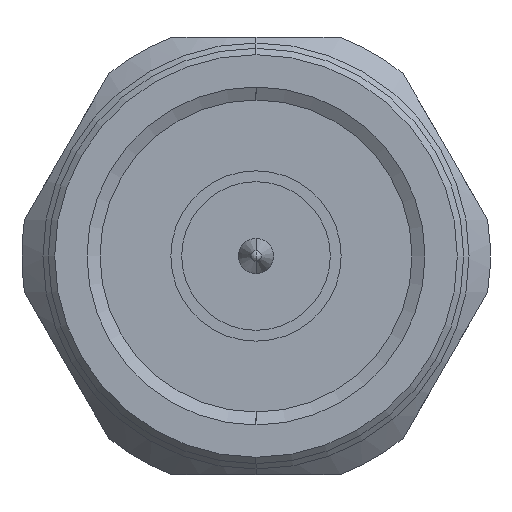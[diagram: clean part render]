
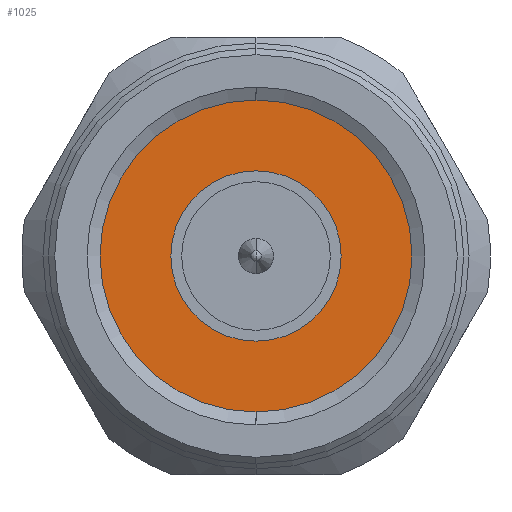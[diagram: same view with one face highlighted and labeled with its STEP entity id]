
A CAD part, left-side view. The second image highlights one B-rep face of the part: STEP entity #1025.
In plain terms, the highlighted planar face has unit normal (-1, 0, 0).
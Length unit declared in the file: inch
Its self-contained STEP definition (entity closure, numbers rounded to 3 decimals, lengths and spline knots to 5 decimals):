
#1 = AXIS2_PLACEMENT_3D ( 'NONE', #6850, #8902, #3814 ) ;
#496 = ORIENTED_EDGE ( 'NONE', *, *, #7601, .T. ) ;
#570 = AXIS2_PLACEMENT_3D ( 'NONE', #13370, #1049, #1822 ) ;
#749 = VERTEX_POINT ( 'NONE', #11629 ) ;
#1025 = ADVANCED_FACE ( 'NONE', ( #5657, #7733 ), #9816, .T. ) ;
#1049 = DIRECTION ( 'NONE',  ( 1., 0., 0. ) ) ;
#1283 = EDGE_CURVE ( 'NONE', #749, #9874, #6716, .T. ) ;
#1822 = DIRECTION ( 'NONE',  ( 0., 0., -1. ) ) ;
#2076 = EDGE_CURVE ( 'NONE', #2500, #10070, #7849, .T. ) ;
#2500 = VERTEX_POINT ( 'NONE', #3670 ) ;
#2604 = DIRECTION ( 'NONE',  ( -1., 0., 0. ) ) ;
#2839 = AXIS2_PLACEMENT_3D ( 'NONE', #6698, #2604, #10874 ) ;
#3670 = CARTESIAN_POINT ( 'NONE',  ( 0.41653, 0., -0.34395 ) ) ;
#3814 = DIRECTION ( 'NONE',  ( 0., 0., -1. ) ) ;
#4090 = EDGE_LOOP ( 'NONE', ( #496, #6036 ) ) ;
#4620 = EDGE_CURVE ( 'NONE', #10070, #2500, #7756, .T. ) ;
#4656 = ORIENTED_EDGE ( 'NONE', *, *, #4620, .F. ) ;
#5554 = CARTESIAN_POINT ( 'NONE',  ( 0.41653, 0., 0. ) ) ;
#5657 = FACE_BOUND ( 'NONE', #4090, .T. ) ;
#6036 = ORIENTED_EDGE ( 'NONE', *, *, #1283, .T. ) ;
#6353 = CARTESIAN_POINT ( 'NONE',  ( 0.41653, 0., -0.15748 ) ) ;
#6386 = CIRCLE ( 'NONE', #570, 0.15748 ) ;
#6698 = CARTESIAN_POINT ( 'NONE',  ( 0.41653, 0.34395, 0. ) ) ;
#6716 = CIRCLE ( 'NONE', #1, 0.15748 ) ;
#6850 = CARTESIAN_POINT ( 'NONE',  ( 0.41653, 0., 0. ) ) ;
#7407 = AXIS2_PLACEMENT_3D ( 'NONE', #5554, #7830, #8568 ) ;
#7601 = EDGE_CURVE ( 'NONE', #9874, #749, #6386, .T. ) ;
#7733 = FACE_OUTER_BOUND ( 'NONE', #11659, .T. ) ;
#7756 = CIRCLE ( 'NONE', #9453, 0.34395 ) ;
#7830 = DIRECTION ( 'NONE',  ( 1., 0., 0. ) ) ;
#7849 = CIRCLE ( 'NONE', #7407, 0.34395 ) ;
#8163 = ORIENTED_EDGE ( 'NONE', *, *, #2076, .F. ) ;
#8568 = DIRECTION ( 'NONE',  ( 0., 0., -1. ) ) ;
#8902 = DIRECTION ( 'NONE',  ( 1., 0., 0. ) ) ;
#9453 = AXIS2_PLACEMENT_3D ( 'NONE', #12680, #11533, #11729 ) ;
#9816 = PLANE ( 'NONE',  #2839 ) ;
#9874 = VERTEX_POINT ( 'NONE', #6353 ) ;
#10070 = VERTEX_POINT ( 'NONE', #13394 ) ;
#10874 = DIRECTION ( 'NONE',  ( 0., 0., 1. ) ) ;
#11533 = DIRECTION ( 'NONE',  ( 1., 0., 0. ) ) ;
#11629 = CARTESIAN_POINT ( 'NONE',  ( 0.41653, 0., 0.15748 ) ) ;
#11659 = EDGE_LOOP ( 'NONE', ( #8163, #4656 ) ) ;
#11729 = DIRECTION ( 'NONE',  ( 0., 0., -1. ) ) ;
#12680 = CARTESIAN_POINT ( 'NONE',  ( 0.41653, 0., 0. ) ) ;
#13370 = CARTESIAN_POINT ( 'NONE',  ( 0.41653, 0., 0. ) ) ;
#13394 = CARTESIAN_POINT ( 'NONE',  ( 0.41653, 0., 0.34395 ) ) ;
